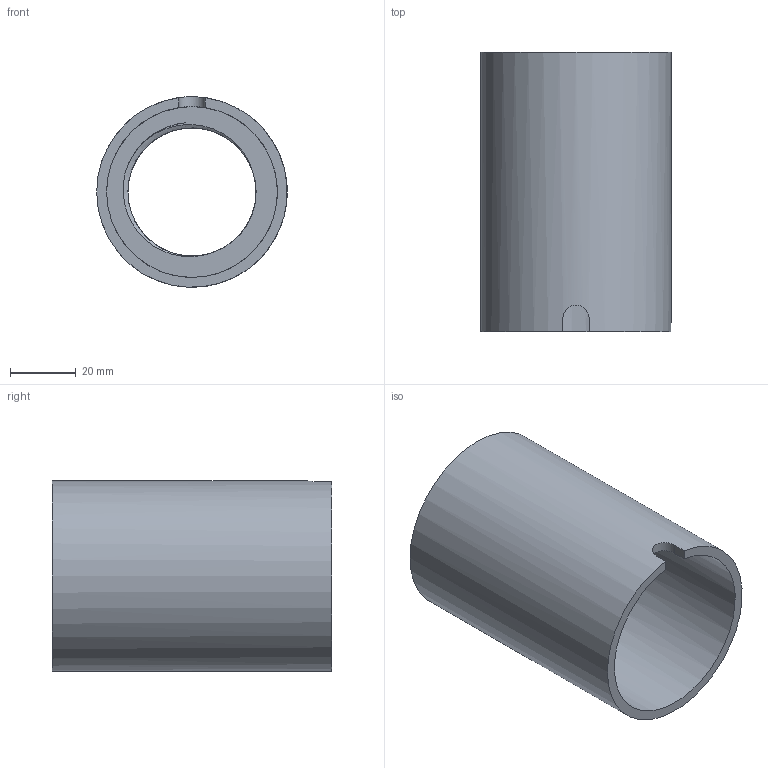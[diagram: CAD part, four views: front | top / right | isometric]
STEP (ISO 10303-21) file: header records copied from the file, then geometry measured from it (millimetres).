
FILE_DESCRIPTION(/* description */ (''),/* implementation_level */ '2;1');
FILE_NAME(/* name */ 'lamp v10.stp',/* time_stamp */ '2022-09-22T11:51:14+02:00',/* author */ (''),/* organization */ (''),/* preprocessor_version */ 'ST-DEVELOPER v19',/* originating_system */ 'Autodesk Translation Framework v11.7.0.108',/* authorisation */ '');
FILE_SCHEMA (('AUTOMOTIVE_DESIGN { 1 0 10303 214 3 1 1 }'));
Length unit declared in the file: millimetre
Products named in the file (1): lamp
Bounding box: 58 x 85 x 58 mm (x, y, z)
Volume: 81836.1 mm3; surface area: 34080 mm2
Topology: 1 solids, 1 shells, 42 faces, 120 edges, 80 vertices
Faces by surface type: cylinder 35, plane 5, bspline 2
Full cylindrical faces by diameter (mm): 39.002 x14, 42.349 x14, 52 x1, 58 x1
Entity records: 5088 total; most frequent: CARTESIAN_POINT 4086, ORIENTED_EDGE 240, DIRECTION 142, EDGE_CURVE 120, VERTEX_POINT 80, B_SPLINE_CURVE_WITH_KNOTS 70, AXIS2_PLACEMENT_3D 51, EDGE_LOOP 44
